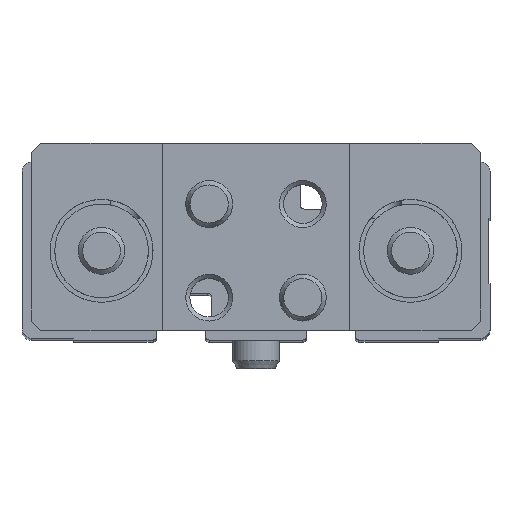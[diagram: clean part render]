
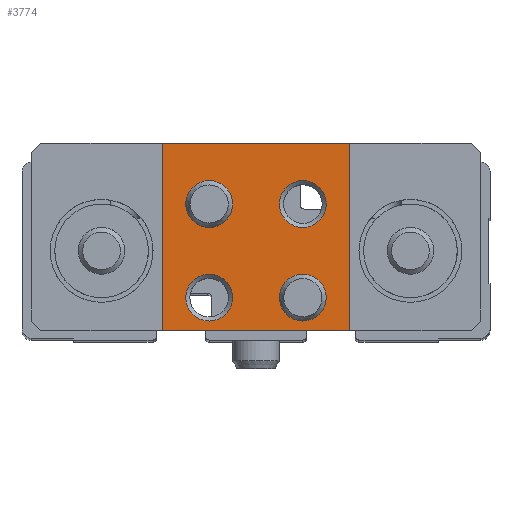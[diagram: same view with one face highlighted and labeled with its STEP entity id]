
A CAD part, top view. The second image highlights one B-rep face of the part: STEP entity #3774.
In plain terms, the highlighted planar face has unit normal (0, 0, 1).
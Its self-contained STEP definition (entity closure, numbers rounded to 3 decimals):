
#130=PLANE('',#4223);
#417=CIRCLE('',#4224,2.5);
#418=CIRCLE('',#4225,2.5);
#419=CIRCLE('',#4226,2.5);
#420=CIRCLE('',#4227,2.5);
#1161=ORIENTED_EDGE('',*,*,#1841,.T.);
#1162=ORIENTED_EDGE('',*,*,#1842,.T.);
#1163=ORIENTED_EDGE('',*,*,#1843,.T.);
#1164=ORIENTED_EDGE('',*,*,#1844,.T.);
#1165=ORIENTED_EDGE('',*,*,#1832,.T.);
#1166=ORIENTED_EDGE('',*,*,#1845,.T.);
#1167=ORIENTED_EDGE('',*,*,#1824,.T.);
#1168=ORIENTED_EDGE('',*,*,#1846,.T.);
#1824=EDGE_CURVE('',#2226,#2233,#2522,.T.);
#1832=EDGE_CURVE('',#2242,#2241,#2530,.T.);
#1841=EDGE_CURVE('',#2250,#2250,#417,.T.);
#1842=EDGE_CURVE('',#2251,#2251,#418,.T.);
#1843=EDGE_CURVE('',#2252,#2252,#419,.T.);
#1844=EDGE_CURVE('',#2253,#2253,#420,.T.);
#1845=EDGE_CURVE('',#2241,#2226,#2539,.T.);
#1846=EDGE_CURVE('',#2233,#2242,#2540,.T.);
#2226=VERTEX_POINT('',#6417);
#2233=VERTEX_POINT('',#6430);
#2241=VERTEX_POINT('',#6448);
#2242=VERTEX_POINT('',#6450);
#2250=VERTEX_POINT('',#6469);
#2251=VERTEX_POINT('',#6471);
#2252=VERTEX_POINT('',#6473);
#2253=VERTEX_POINT('',#6475);
#2522=LINE('',#6431,#2767);
#2530=LINE('',#6449,#2775);
#2539=LINE('',#6476,#2784);
#2540=LINE('',#6477,#2785);
#2767=VECTOR('',#5160,1000.);
#2775=VECTOR('',#5172,1000.);
#2784=VECTOR('',#5193,1000.);
#2785=VECTOR('',#5194,1000.);
#3024=EDGE_LOOP('',(#1161));
#3025=EDGE_LOOP('',(#1162));
#3026=EDGE_LOOP('',(#1163));
#3027=EDGE_LOOP('',(#1164));
#3028=EDGE_LOOP('',(#1165,#1166,#1167,#1168));
#3393=FACE_BOUND('',#3024,.T.);
#3394=FACE_BOUND('',#3025,.T.);
#3395=FACE_BOUND('',#3026,.T.);
#3396=FACE_BOUND('',#3027,.T.);
#3397=FACE_BOUND('',#3028,.T.);
#3774=ADVANCED_FACE('',(#3393,#3394,#3395,#3396,#3397),#130,.T.);
#4223=AXIS2_PLACEMENT_3D('',#6467,#5183,#5184);
#4224=AXIS2_PLACEMENT_3D('',#6468,#5185,#5186);
#4225=AXIS2_PLACEMENT_3D('',#6470,#5187,#5188);
#4226=AXIS2_PLACEMENT_3D('',#6472,#5189,#5190);
#4227=AXIS2_PLACEMENT_3D('',#6474,#5191,#5192);
#5160=DIRECTION('',(-1.,0.,0.));
#5172=DIRECTION('',(1.,0.,0.));
#5183=DIRECTION('',(0.,0.,1.));
#5184=DIRECTION('',(1.,0.,0.));
#5185=DIRECTION('',(0.,0.,-1.));
#5186=DIRECTION('',(-1.,0.,0.));
#5187=DIRECTION('',(0.,0.,-1.));
#5188=DIRECTION('',(-1.,0.,0.));
#5189=DIRECTION('',(0.,0.,-1.));
#5190=DIRECTION('',(-1.,0.,0.));
#5191=DIRECTION('',(0.,0.,-1.));
#5192=DIRECTION('',(-1.,0.,0.));
#5193=DIRECTION('',(0.,1.,0.));
#5194=DIRECTION('',(0.,-1.,0.));
#6417=CARTESIAN_POINT('',(10.,11.5,18.));
#6430=CARTESIAN_POINT('',(-10.,11.5,18.));
#6431=CARTESIAN_POINT('',(24.,11.5,18.));
#6448=CARTESIAN_POINT('',(10.,-8.5,18.));
#6449=CARTESIAN_POINT('',(-24.,-8.5,18.));
#6450=CARTESIAN_POINT('',(-10.,-8.5,18.));
#6467=CARTESIAN_POINT('',(0.,0.,18.));
#6468=CARTESIAN_POINT('',(-5.,-5.,18.));
#6469=CARTESIAN_POINT('',(-7.5,-5.,18.));
#6470=CARTESIAN_POINT('',(-5.,5.,18.));
#6471=CARTESIAN_POINT('',(-7.5,5.,18.));
#6472=CARTESIAN_POINT('',(5.,-5.,18.));
#6473=CARTESIAN_POINT('',(2.5,-5.,18.));
#6474=CARTESIAN_POINT('',(5.,5.,18.));
#6475=CARTESIAN_POINT('',(2.5,5.,18.));
#6476=CARTESIAN_POINT('',(10.,0.,18.));
#6477=CARTESIAN_POINT('',(-10.,0.,18.));
